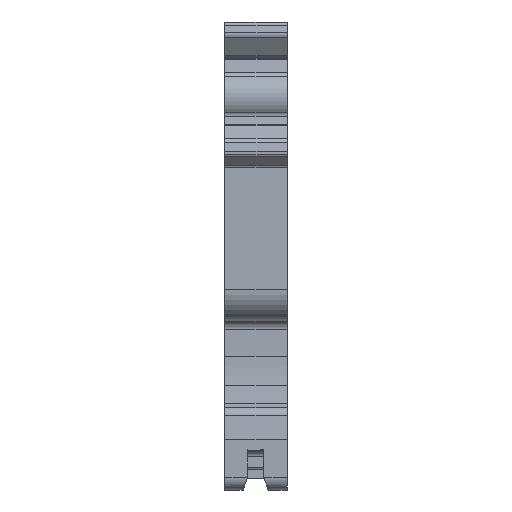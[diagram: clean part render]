
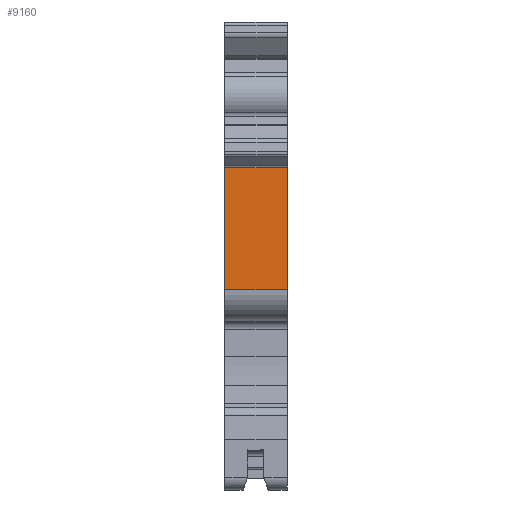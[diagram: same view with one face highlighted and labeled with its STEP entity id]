
A CAD part, left-side view. The second image highlights one B-rep face of the part: STEP entity #9160.
In plain terms, the highlighted planar face has unit normal (-1, 0, 0).
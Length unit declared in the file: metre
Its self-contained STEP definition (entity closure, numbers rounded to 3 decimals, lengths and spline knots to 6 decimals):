
#523=FACE_OUTER_BOUND('',#993,.T.);
#993=EDGE_LOOP('',(#6927,#6928,#6929,#6930));
#1743=LINE('',#14586,#2632);
#1744=LINE('',#14591,#2633);
#1745=LINE('',#14592,#2634);
#1746=LINE('',#14593,#2635);
#2632=VECTOR('',#11844,0.005);
#2633=VECTOR('',#11849,0.005);
#2634=VECTOR('',#11850,0.009754);
#2635=VECTOR('',#11851,0.009754);
#3941=VERTEX_POINT('',#14583);
#3942=VERTEX_POINT('',#14585);
#3943=VERTEX_POINT('',#14589);
#3944=VERTEX_POINT('',#14590);
#5050=EDGE_CURVE('',#3941,#3942,#1743,.T.);
#5052=EDGE_CURVE('',#3943,#3944,#1744,.T.);
#5053=EDGE_CURVE('',#3944,#3942,#1745,.T.);
#5054=EDGE_CURVE('',#3943,#3941,#1746,.T.);
#6927=ORIENTED_EDGE('',*,*,#5052,.T.);
#6928=ORIENTED_EDGE('',*,*,#5053,.T.);
#6929=ORIENTED_EDGE('',*,*,#5050,.F.);
#6930=ORIENTED_EDGE('',*,*,#5054,.F.);
#8323=PLANE('',#9897);
#9160=ADVANCED_FACE('',(#523),#8323,.F.);
#9897=AXIS2_PLACEMENT_3D('',#14588,#11847,#11848);
#11844=DIRECTION('',(0.,-1.,0.));
#11847=DIRECTION('center_axis',(1.,0.,0.));
#11848=DIRECTION('ref_axis',(0.,0.,-1.));
#11849=DIRECTION('',(0.,-1.,0.));
#11850=DIRECTION('',(0.,0.,1.));
#11851=DIRECTION('',(0.,0.,1.));
#14583=CARTESIAN_POINT('',(-0.04075,0.005001,0.018488));
#14585=CARTESIAN_POINT('',(-0.04075,0.000001,0.018488));
#14586=CARTESIAN_POINT('',(-0.04075,0.005001,0.018488));
#14588=CARTESIAN_POINT('Origin',(-0.04075,0.005001,0.019235));
#14589=CARTESIAN_POINT('',(-0.04075,0.005001,0.008734));
#14590=CARTESIAN_POINT('',(-0.04075,0.000001,0.008734));
#14591=CARTESIAN_POINT('',(-0.04075,0.005001,0.008734));
#14592=CARTESIAN_POINT('',(-0.04075,0.000001,0.008734));
#14593=CARTESIAN_POINT('',(-0.04075,0.005001,0.008734));
